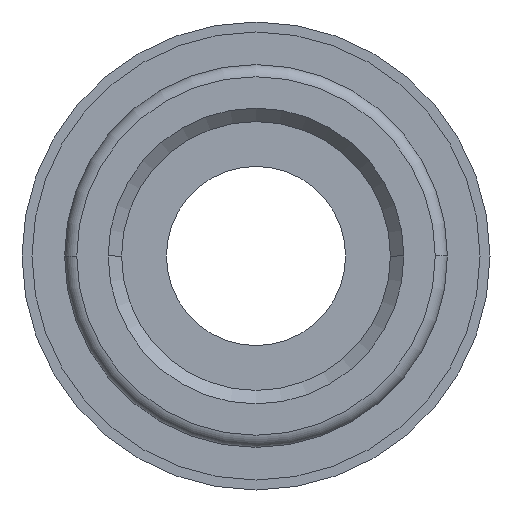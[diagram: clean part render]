
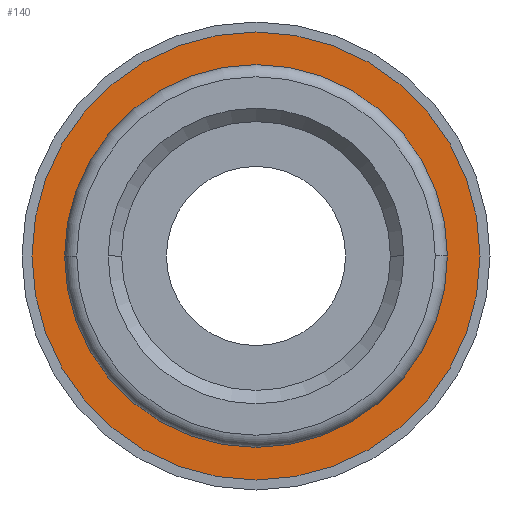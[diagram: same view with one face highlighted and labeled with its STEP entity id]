
A CAD part, front view. The second image highlights one B-rep face of the part: STEP entity #140.
In plain terms, the highlighted planar face has unit normal (0, -1, 0).
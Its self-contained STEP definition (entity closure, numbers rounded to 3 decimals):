
#140=ADVANCED_FACE('',(#309,#310),#311,.T.);
#309=FACE_BOUND('',#506,.T.);
#310=FACE_OUTER_BOUND('',#507,.T.);
#311=PLANE('',#508);
#506=EDGE_LOOP('',(#841,#842,#843));
#507=EDGE_LOOP('',(#844,#845));
#508=AXIS2_PLACEMENT_3D('',#846,#847,#848);
#841=ORIENTED_EDGE('',*,*,#1221,.T.);
#842=ORIENTED_EDGE('',*,*,#1222,.T.);
#843=ORIENTED_EDGE('',*,*,#1223,.T.);
#844=ORIENTED_EDGE('',*,*,#1224,.F.);
#845=ORIENTED_EDGE('',*,*,#1143,.F.);
#846=CARTESIAN_POINT('',(5.625,3.6,0.0));
#847=DIRECTION('',(-0.0,-1.0,-0.0));
#848=DIRECTION('',(-1.0,0.0,0.0));
#1143=EDGE_CURVE('',#1359,#1357,#1361,.T.);
#1221=EDGE_CURVE('',#1471,#1472,#1473,.T.);
#1222=EDGE_CURVE('',#1472,#1474,#1475,.T.);
#1223=EDGE_CURVE('',#1474,#1471,#1476,.T.);
#1224=EDGE_CURVE('',#1357,#1359,#1477,.T.);
#1357=VERTEX_POINT('',#1633);
#1359=VERTEX_POINT('',#1636);
#1361=CIRCLE('',#1639,11.25);
#1471=VERTEX_POINT('',#1969);
#1472=VERTEX_POINT('',#1970);
#1473=CIRCLE('',#1971,9.156);
#1474=VERTEX_POINT('',#1972);
#1475=CIRCLE('',#1973,9.156);
#1476=CIRCLE('',#1974,9.156);
#1477=CIRCLE('',#1975,11.25);
#1633=CARTESIAN_POINT('',(11.25,3.6,0.0));
#1636=CARTESIAN_POINT('',(-11.25,3.6,0.));
#1639=AXIS2_PLACEMENT_3D('',#2192,#2193,#2194);
#1969=CARTESIAN_POINT('',(0.,3.6,9.156));
#1970=CARTESIAN_POINT('',(9.156,3.6,0.));
#1971=AXIS2_PLACEMENT_3D('',#2268,#2269,#2270);
#1972=CARTESIAN_POINT('',(-9.156,3.6,0.));
#1973=AXIS2_PLACEMENT_3D('',#2271,#2272,#2273);
#1974=AXIS2_PLACEMENT_3D('',#2274,#2275,#2276);
#1975=AXIS2_PLACEMENT_3D('',#2277,#2278,#2279);
#2192=CARTESIAN_POINT('',(0.0,3.6,0.0));
#2193=DIRECTION('',(-0.0,1.0,0.0));
#2194=DIRECTION('',(1.0,0.0,0.0));
#2268=CARTESIAN_POINT('',(0.0,3.6,0.0));
#2269=DIRECTION('',(0.0,1.0,0.0));
#2270=DIRECTION('',(0.0,0.0,-1.0));
#2271=CARTESIAN_POINT('',(0.0,3.6,0.0));
#2272=DIRECTION('',(0.0,1.0,0.0));
#2273=DIRECTION('',(0.0,0.0,-1.0));
#2274=CARTESIAN_POINT('',(0.0,3.6,0.0));
#2275=DIRECTION('',(0.0,1.0,0.0));
#2276=DIRECTION('',(0.0,0.0,-1.0));
#2277=CARTESIAN_POINT('',(0.0,3.6,0.0));
#2278=DIRECTION('',(-0.0,1.0,0.0));
#2279=DIRECTION('',(1.0,0.0,0.0));
